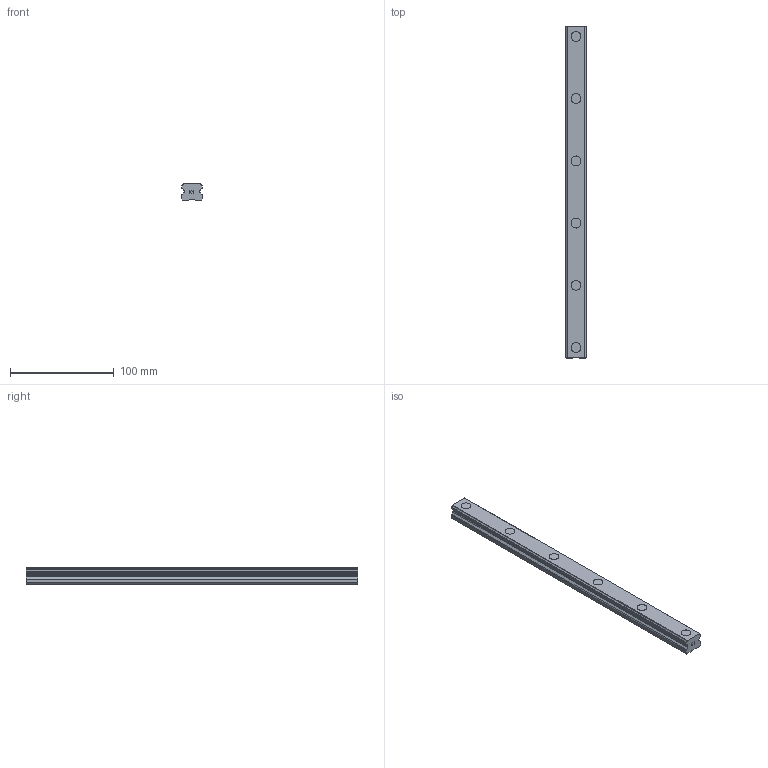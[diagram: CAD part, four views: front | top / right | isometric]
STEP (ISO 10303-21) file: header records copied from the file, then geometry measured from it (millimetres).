
FILE_DESCRIPTION(('STEP AP214'),'1');
FILE_NAME('cctmp_AC47C7B9-665A-41BA-9D8F-E7CBD7E8F7AA_2021_02_03_13_58_56_0810..stp','2021-02-03T12:58:56',('HIWIN GmbH'),('CADClick - www.CADClick.com'),'Spatial InterOp 3D',' ','unknown authorization');
FILE_SCHEMA(('AUTOMOTIVE_DESIGN'));
Length unit declared in the file: millimetre
Products named in the file (1): EGR20R320C_FILE
Bounding box: 20 x 320 x 15.5 mm (x, y, z)
Volume: 85390.9 mm3; surface area: 26378.5 mm2
Topology: 1 solids, 1 shells, 175 faces, 447 edges, 290 vertices
Faces by surface type: plane 121, cylinder 54
Entity records: 6705 total; most frequent: DIRECTION 931, CARTESIAN_POINT 913, ORIENTED_EDGE 894, EDGE_CURVE 447, LINE 315, VECTOR 315, AXIS2_PLACEMENT_3D 308, VERTEX_POINT 290
